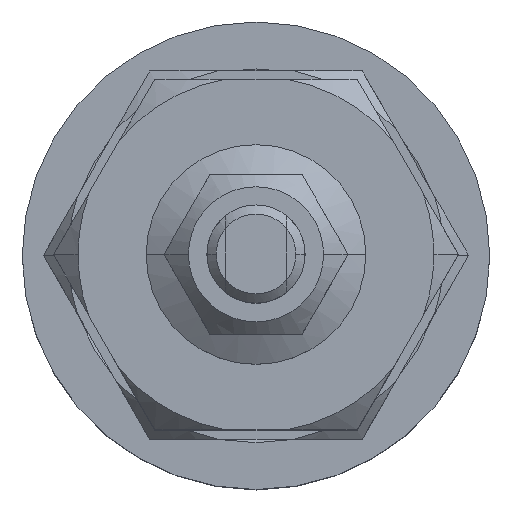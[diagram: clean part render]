
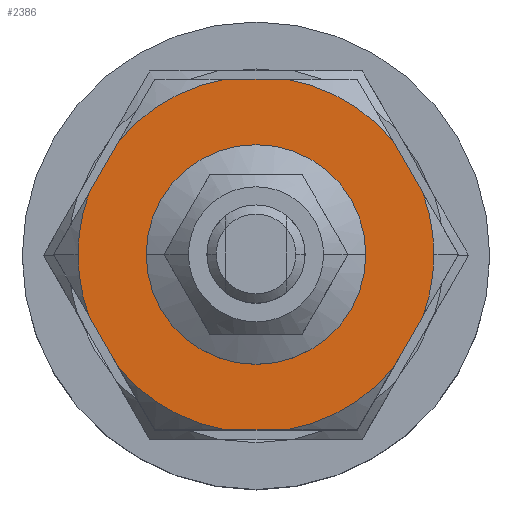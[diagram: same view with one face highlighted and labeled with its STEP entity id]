
A CAD part, top view. The second image highlights one B-rep face of the part: STEP entity #2386.
In plain terms, the highlighted planar face has unit normal (0, 0, 1).
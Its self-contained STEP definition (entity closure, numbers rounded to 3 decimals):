
#1668=CARTESIAN_POINT('',(-4.5,0.,62.733));
#1669=VERTEX_POINT('',#1668);
#1677=CARTESIAN_POINT('',(4.5,0.,62.733));
#1678=VERTEX_POINT('',#1677);
#1685=CARTESIAN_POINT('',(0.0,0.,62.733));
#1686=DIRECTION('',(0.0,0.0,-1.0));
#1687=DIRECTION('',(-1.0,0.0,0.0));
#1688=AXIS2_PLACEMENT_3D('',#1685,#1686,#1687);
#1689=CIRCLE('',#1688,4.5);
#1690=EDGE_CURVE('',#1669,#1678,#1689,.T.);
#1700=CARTESIAN_POINT('',(14.498,0.,62.733));
#1701=VERTEX_POINT('',#1700);
#1710=CARTESIAN_POINT('',(13.603,-5.013,62.733));
#1711=VERTEX_POINT('',#1710);
#1712=CARTESIAN_POINT('',(0.0,0.,62.733));
#1713=DIRECTION('',(0.0,0.0,1.0));
#1714=DIRECTION('',(1.0,0.0,0.0));
#1715=AXIS2_PLACEMENT_3D('',#1712,#1713,#1714);
#1716=CIRCLE('',#1715,14.498);
#1717=EDGE_CURVE('',#1711,#1701,#1716,.T.);
#1742=CARTESIAN_POINT('',(-14.498,0.,62.733));
#1743=VERTEX_POINT('',#1742);
#1750=CARTESIAN_POINT('',(-13.603,-5.013,62.733));
#1751=VERTEX_POINT('',#1750);
#1765=CARTESIAN_POINT('',(0.0,0.,62.733));
#1766=DIRECTION('',(0.0,0.0,1.0));
#1767=DIRECTION('',(1.0,0.0,0.0));
#1768=AXIS2_PLACEMENT_3D('',#1765,#1766,#1767);
#1769=CIRCLE('',#1768,14.498);
#1770=EDGE_CURVE('',#1743,#1751,#1769,.T.);
#1781=CARTESIAN_POINT('',(-13.603,5.013,62.733));
#1782=VERTEX_POINT('',#1781);
#1783=CARTESIAN_POINT('',(0.0,0.,62.733));
#1784=DIRECTION('',(0.0,0.0,1.0));
#1785=DIRECTION('',(1.0,0.0,0.0));
#1786=AXIS2_PLACEMENT_3D('',#1783,#1784,#1785);
#1787=CIRCLE('',#1786,14.498);
#1788=EDGE_CURVE('',#1782,#1743,#1787,.T.);
#1811=CARTESIAN_POINT('',(-2.46,-14.287,62.733));
#1812=VERTEX_POINT('',#1811);
#1828=CARTESIAN_POINT('',(-11.143,-9.274,62.733));
#1829=VERTEX_POINT('',#1828);
#1830=CARTESIAN_POINT('',(0.0,0.,62.733));
#1831=DIRECTION('',(0.0,0.0,1.0));
#1832=DIRECTION('',(1.0,0.0,0.0));
#1833=AXIS2_PLACEMENT_3D('',#1830,#1831,#1832);
#1834=CIRCLE('',#1833,14.498);
#1835=EDGE_CURVE('',#1829,#1812,#1834,.T.);
#1860=CARTESIAN_POINT('',(-2.46,14.288,62.733));
#1861=VERTEX_POINT('',#1860);
#1875=CARTESIAN_POINT('',(-11.143,9.274,62.733));
#1876=VERTEX_POINT('',#1875);
#1890=CARTESIAN_POINT('',(0.0,0.,62.733));
#1891=DIRECTION('',(0.0,0.0,1.0));
#1892=DIRECTION('',(1.0,0.0,0.0));
#1893=AXIS2_PLACEMENT_3D('',#1890,#1891,#1892);
#1894=CIRCLE('',#1893,14.498);
#1895=EDGE_CURVE('',#1861,#1876,#1894,.T.);
#1907=CARTESIAN_POINT('',(11.143,9.274,62.733));
#1908=VERTEX_POINT('',#1907);
#1922=CARTESIAN_POINT('',(2.46,14.288,62.733));
#1923=VERTEX_POINT('',#1922);
#1937=CARTESIAN_POINT('',(0.0,0.,62.733));
#1938=DIRECTION('',(0.0,0.0,1.0));
#1939=DIRECTION('',(1.0,0.0,0.0));
#1940=AXIS2_PLACEMENT_3D('',#1937,#1938,#1939);
#1941=CIRCLE('',#1940,14.498);
#1942=EDGE_CURVE('',#1908,#1923,#1941,.T.);
#1952=CARTESIAN_POINT('',(11.143,-9.274,62.733));
#1953=VERTEX_POINT('',#1952);
#1969=CARTESIAN_POINT('',(2.46,-14.287,62.733));
#1970=VERTEX_POINT('',#1969);
#1971=CARTESIAN_POINT('',(0.0,0.,62.733));
#1972=DIRECTION('',(0.0,0.0,1.0));
#1973=DIRECTION('',(1.0,0.0,0.0));
#1974=AXIS2_PLACEMENT_3D('',#1971,#1972,#1973);
#1975=CIRCLE('',#1974,14.498);
#1976=EDGE_CURVE('',#1970,#1953,#1975,.T.);
#2000=CARTESIAN_POINT('',(13.603,5.013,62.733));
#2001=VERTEX_POINT('',#2000);
#2015=CARTESIAN_POINT('',(0.0,0.,62.733));
#2016=DIRECTION('',(0.0,0.0,1.0));
#2017=DIRECTION('',(1.0,0.0,0.0));
#2018=AXIS2_PLACEMENT_3D('',#2015,#2016,#2017);
#2019=CIRCLE('',#2018,14.498);
#2020=EDGE_CURVE('',#1701,#2001,#2019,.T.);
#2031=CARTESIAN_POINT('',(13.603,-5.013,62.733));
#2032=DIRECTION('',(-0.5,-0.866,0.0));
#2033=VECTOR('',#2032,4.921);
#2034=LINE('',#2031,#2033);
#2035=EDGE_CURVE('',#1711,#1953,#2034,.T.);
#2069=CARTESIAN_POINT('',(2.46,-14.287,62.733));
#2070=DIRECTION('',(-1.0,0.0,0.0));
#2071=VECTOR('',#2070,4.921);
#2072=LINE('',#2069,#2071);
#2073=EDGE_CURVE('',#1970,#1812,#2072,.T.);
#2100=CARTESIAN_POINT('',(-11.143,-9.274,62.733));
#2101=DIRECTION('',(-0.5,0.866,0.0));
#2102=VECTOR('',#2101,4.921);
#2103=LINE('',#2100,#2102);
#2104=EDGE_CURVE('',#1829,#1751,#2103,.T.);
#2131=CARTESIAN_POINT('',(0.0,0.,62.733));
#2132=DIRECTION('',(0.0,0.0,-1.0));
#2133=DIRECTION('',(-1.0,0.0,0.0));
#2134=AXIS2_PLACEMENT_3D('',#2131,#2132,#2133);
#2135=CIRCLE('',#2134,4.5);
#2136=EDGE_CURVE('',#1678,#1669,#2135,.T.);
#2286=CARTESIAN_POINT('',(-2.46,14.288,62.733));
#2287=DIRECTION('',(1.0,0.0,0.0));
#2288=VECTOR('',#2287,4.921);
#2289=LINE('',#2286,#2288);
#2290=EDGE_CURVE('',#1861,#1923,#2289,.T.);
#2310=CARTESIAN_POINT('',(11.143,9.274,62.733));
#2311=DIRECTION('',(0.5,-0.866,0.0));
#2312=VECTOR('',#2311,4.921);
#2313=LINE('',#2310,#2312);
#2314=EDGE_CURVE('',#1908,#2001,#2313,.T.);
#2334=CARTESIAN_POINT('',(-13.603,5.013,62.733));
#2335=DIRECTION('',(0.5,0.866,0.0));
#2336=VECTOR('',#2335,4.921);
#2337=LINE('',#2334,#2336);
#2338=EDGE_CURVE('',#1782,#1876,#2337,.T.);
#2361=CARTESIAN_POINT('',(-8.249,14.288,62.733));
#2362=DIRECTION('',(0.0,0.0,-1.0));
#2363=DIRECTION('',(-1.0,0.0,0.0));
#2364=AXIS2_PLACEMENT_3D('',#2361,#2362,#2363);
#2365=PLANE('',#2364);
#2366=ORIENTED_EDGE('',*,*,#1717,.T.);
#2367=ORIENTED_EDGE('',*,*,#2020,.T.);
#2368=ORIENTED_EDGE('',*,*,#2314,.F.);
#2369=ORIENTED_EDGE('',*,*,#1942,.T.);
#2370=ORIENTED_EDGE('',*,*,#2290,.F.);
#2371=ORIENTED_EDGE('',*,*,#1895,.T.);
#2372=ORIENTED_EDGE('',*,*,#2338,.F.);
#2373=ORIENTED_EDGE('',*,*,#1788,.T.);
#2374=ORIENTED_EDGE('',*,*,#1770,.T.);
#2375=ORIENTED_EDGE('',*,*,#2104,.F.);
#2376=ORIENTED_EDGE('',*,*,#1835,.T.);
#2377=ORIENTED_EDGE('',*,*,#2073,.F.);
#2378=ORIENTED_EDGE('',*,*,#1976,.T.);
#2379=ORIENTED_EDGE('',*,*,#2035,.F.);
#2380=EDGE_LOOP('',(#2366,#2367,#2368,#2369,#2370,#2371,#2372,#2373,#2374,#2375,#2376,#2377,#2378,#2379));
#2381=FACE_OUTER_BOUND('',#2380,.T.);
#2382=ORIENTED_EDGE('',*,*,#1690,.T.);
#2383=ORIENTED_EDGE('',*,*,#2136,.T.);
#2384=EDGE_LOOP('',(#2382,#2383));
#2385=FACE_BOUND('',#2384,.T.);
#2386=ADVANCED_FACE('',(#2381,#2385),#2365,.F.);
